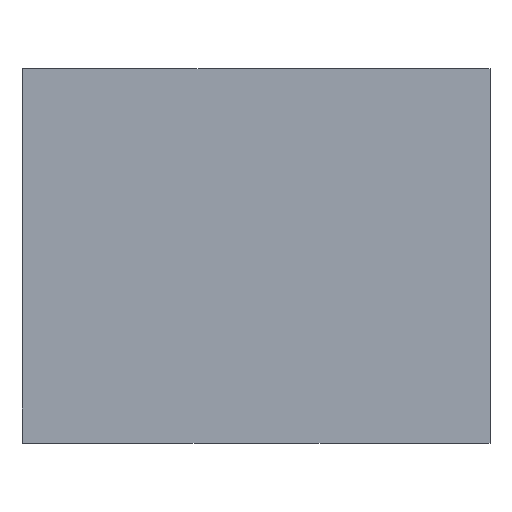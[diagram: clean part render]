
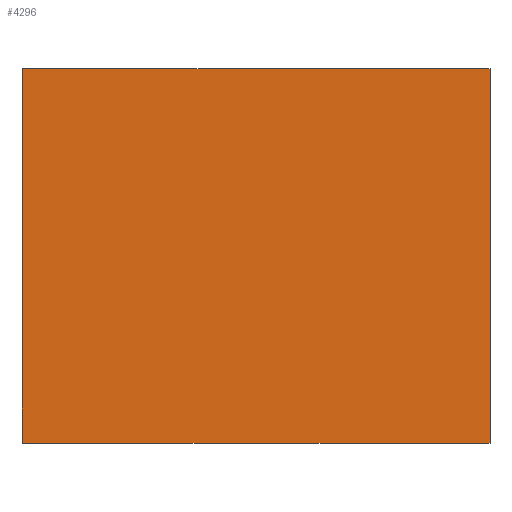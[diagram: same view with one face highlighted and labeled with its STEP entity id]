
A CAD part, top view. The second image highlights one B-rep face of the part: STEP entity #4296.
In plain terms, the highlighted face is planar.
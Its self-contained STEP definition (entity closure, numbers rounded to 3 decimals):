
#3337=DIRECTION('',(0.,0.,1.));
#3338=VECTOR('',#3337,2.);
#3339=CARTESIAN_POINT('',(-1.25,0.975,-1.));
#3340=LINE('',#3339,#3338);
#3344=DIRECTION('',(-1.,0.,0.));
#3345=VECTOR('',#3344,2.5);
#3346=CARTESIAN_POINT('',(1.25,0.975,-1.));
#3347=LINE('',#3346,#3345);
#3351=DIRECTION('',(0.,0.,-1.));
#3352=VECTOR('',#3351,2.);
#3353=CARTESIAN_POINT('',(1.25,0.975,1.));
#3354=LINE('',#3353,#3352);
#3358=DIRECTION('',(1.,0.,0.));
#3359=VECTOR('',#3358,2.5);
#3360=CARTESIAN_POINT('',(-1.25,0.975,1.));
#3361=LINE('',#3360,#3359);
#3750=CARTESIAN_POINT('',(-1.25,0.975,-1.));
#3751=CARTESIAN_POINT('',(-1.25,0.975,1.));
#3752=VERTEX_POINT('',#3750);
#3753=VERTEX_POINT('',#3751);
#3754=CARTESIAN_POINT('',(1.25,0.975,1.));
#3755=VERTEX_POINT('',#3754);
#3756=CARTESIAN_POINT('',(1.25,0.975,-1.));
#3757=VERTEX_POINT('',#3756);
#4285=CARTESIAN_POINT('',(0.,0.975,0.));
#4286=DIRECTION('',(0.,1.,0.));
#4287=DIRECTION('',(1.,0.,0.));
#4288=AXIS2_PLACEMENT_3D('',#4285,#4286,#4287);
#4289=PLANE('',#4288);
#4290=ORIENTED_EDGE('',*,*,#4131,.F.);
#4291=ORIENTED_EDGE('',*,*,#4224,.F.);
#4292=ORIENTED_EDGE('',*,*,#4251,.F.);
#4293=ORIENTED_EDGE('',*,*,#4101,.F.);
#4294=EDGE_LOOP('',(#4290,#4291,#4292,#4293));
#4295=FACE_OUTER_BOUND('',#4294,.F.);
#4101=EDGE_CURVE('',#3753,#3755,#3361,.T.);
#4131=EDGE_CURVE('',#3752,#3753,#3340,.T.);
#4224=EDGE_CURVE('',#3757,#3752,#3347,.T.);
#4251=EDGE_CURVE('',#3755,#3757,#3354,.T.);
#4296=ADVANCED_FACE('',(#4295),#4289,.T.);
